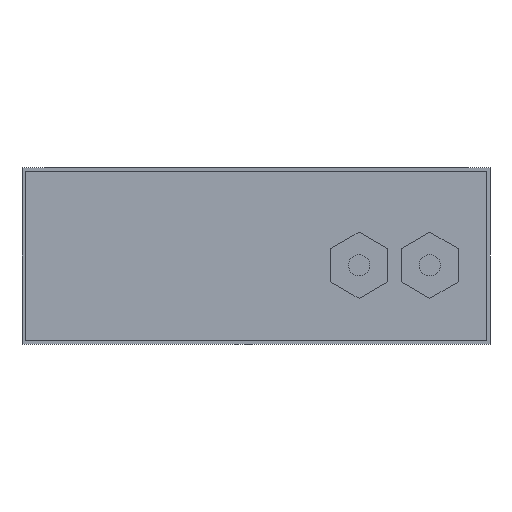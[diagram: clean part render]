
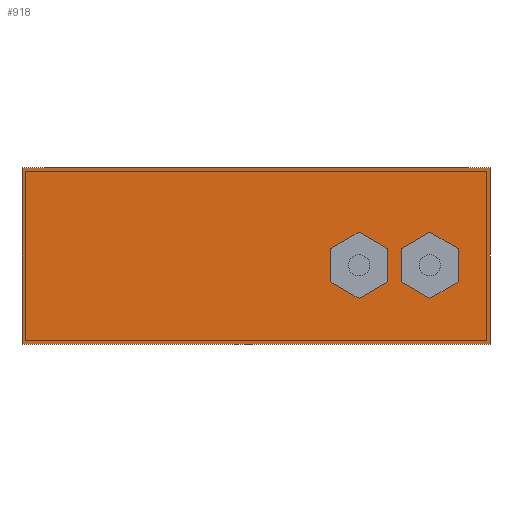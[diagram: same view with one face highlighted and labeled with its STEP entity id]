
A CAD part, front view. The second image highlights one B-rep face of the part: STEP entity #918.
In plain terms, the highlighted planar face has unit normal (0, -1, 0).
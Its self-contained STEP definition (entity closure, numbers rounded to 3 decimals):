
#1=DIRECTION('',(-0.866,0.,-0.5));
#2=VECTOR('',#1,15.);
#3=CARTESIAN_POINT('',(78.7,0.,-29.2));
#4=LINE('',#3,#2);
#5=DIRECTION('',(0.866,0.,-0.5));
#6=VECTOR('',#5,15.);
#7=CARTESIAN_POINT('',(65.71,0.,-51.7));
#8=LINE('',#7,#6);
#9=DIRECTION('',(0.866,0.,0.5));
#10=VECTOR('',#9,15.);
#11=CARTESIAN_POINT('',(78.7,0.,-59.2));
#12=LINE('',#11,#10);
#13=DIRECTION('',(-0.866,0.,0.5));
#14=VECTOR('',#13,15.);
#15=CARTESIAN_POINT('',(91.69,0.,-36.7));
#16=LINE('',#15,#14);
#17=DIRECTION('',(-0.866,0.,-0.5));
#18=VECTOR('',#17,15.);
#19=CARTESIAN_POINT('',(46.7,0.,-29.2));
#20=LINE('',#19,#18);
#21=DIRECTION('',(0.866,0.,-0.5));
#22=VECTOR('',#21,15.);
#23=CARTESIAN_POINT('',(33.71,0.,-51.7));
#24=LINE('',#23,#22);
#25=DIRECTION('',(0.866,0.,0.5));
#26=VECTOR('',#25,15.);
#27=CARTESIAN_POINT('',(46.7,0.,-59.2));
#28=LINE('',#27,#26);
#29=DIRECTION('',(-0.866,0.,0.5));
#30=VECTOR('',#29,15.);
#31=CARTESIAN_POINT('',(59.69,0.,-36.7));
#32=LINE('',#31,#30);
#33=DIRECTION('',(-1.,0.,0.));
#34=VECTOR('',#33,212.);
#35=CARTESIAN_POINT('',(106.,0.,0.));
#36=LINE('',#35,#34);
#91=DIRECTION('',(0.,0.,-1.));
#92=VECTOR('',#91,80.);
#93=CARTESIAN_POINT('',(-106.,0.,0.));
#94=LINE('',#93,#92);
#99=DIRECTION('',(1.,0.,0.));
#100=VECTOR('',#99,212.);
#101=CARTESIAN_POINT('',(-106.,0.,-80.));
#102=LINE('',#101,#100);
#107=DIRECTION('',(0.,0.,1.));
#108=VECTOR('',#107,80.);
#109=CARTESIAN_POINT('',(106.,0.,-80.));
#110=LINE('',#109,#108);
#509=DIRECTION('',(0.,0.,-1.));
#510=VECTOR('',#509,15.);
#511=CARTESIAN_POINT('',(59.69,0.,-36.7));
#512=LINE('',#511,#510);
#525=DIRECTION('',(0.,0.,1.));
#526=VECTOR('',#525,15.);
#527=CARTESIAN_POINT('',(33.71,0.,-51.7));
#528=LINE('',#527,#526);
#583=DIRECTION('',(0.,0.,-1.));
#584=VECTOR('',#583,15.);
#585=CARTESIAN_POINT('',(91.69,0.,-36.7));
#586=LINE('',#585,#584);
#599=DIRECTION('',(0.,0.,1.));
#600=VECTOR('',#599,15.);
#601=CARTESIAN_POINT('',(65.71,0.,-51.7));
#602=LINE('',#601,#600);
#675=CARTESIAN_POINT('',(106.,0.,0.));
#676=CARTESIAN_POINT('',(-106.,0.,0.));
#677=VERTEX_POINT('',#675);
#678=VERTEX_POINT('',#676);
#679=CARTESIAN_POINT('',(106.,0.,-80.));
#680=VERTEX_POINT('',#679);
#681=CARTESIAN_POINT('',(-106.,0.,-80.));
#682=VERTEX_POINT('',#681);
#683=CARTESIAN_POINT('',(78.7,0.,-29.2));
#684=CARTESIAN_POINT('',(65.71,0.,-36.7));
#685=VERTEX_POINT('',#683);
#686=VERTEX_POINT('',#684);
#687=CARTESIAN_POINT('',(65.71,0.,-51.7));
#688=VERTEX_POINT('',#687);
#689=CARTESIAN_POINT('',(78.7,0.,-59.2));
#690=VERTEX_POINT('',#689);
#691=CARTESIAN_POINT('',(91.69,0.,-51.7));
#692=VERTEX_POINT('',#691);
#693=CARTESIAN_POINT('',(91.69,0.,-36.7));
#694=VERTEX_POINT('',#693);
#695=CARTESIAN_POINT('',(46.7,0.,-29.2));
#696=CARTESIAN_POINT('',(33.71,0.,-36.7));
#697=VERTEX_POINT('',#695);
#698=VERTEX_POINT('',#696);
#699=CARTESIAN_POINT('',(33.71,0.,-51.7));
#700=VERTEX_POINT('',#699);
#701=CARTESIAN_POINT('',(46.7,0.,-59.2));
#702=VERTEX_POINT('',#701);
#703=CARTESIAN_POINT('',(59.69,0.,-51.7));
#704=VERTEX_POINT('',#703);
#705=CARTESIAN_POINT('',(59.69,0.,-36.7));
#706=VERTEX_POINT('',#705);
#875=CARTESIAN_POINT('',(0.,0.,0.));
#876=DIRECTION('',(0.,1.,0.));
#877=DIRECTION('',(1.,0.,0.));
#878=AXIS2_PLACEMENT_3D('',#875,#876,#877);
#879=PLANE('',#878);
#881=ORIENTED_EDGE('',*,*,#880,.F.);
#883=ORIENTED_EDGE('',*,*,#882,.F.);
#885=ORIENTED_EDGE('',*,*,#884,.F.);
#887=ORIENTED_EDGE('',*,*,#886,.F.);
#888=EDGE_LOOP('',(#881,#883,#885,#887));
#889=FACE_OUTER_BOUND('',#888,.F.);
#891=ORIENTED_EDGE('',*,*,#890,.T.);
#893=ORIENTED_EDGE('',*,*,#892,.F.);
#895=ORIENTED_EDGE('',*,*,#894,.T.);
#897=ORIENTED_EDGE('',*,*,#896,.T.);
#899=ORIENTED_EDGE('',*,*,#898,.F.);
#901=ORIENTED_EDGE('',*,*,#900,.T.);
#902=EDGE_LOOP('',(#891,#893,#895,#897,#899,#901));
#903=FACE_BOUND('',#902,.F.);
#905=ORIENTED_EDGE('',*,*,#904,.T.);
#907=ORIENTED_EDGE('',*,*,#906,.F.);
#909=ORIENTED_EDGE('',*,*,#908,.T.);
#911=ORIENTED_EDGE('',*,*,#910,.T.);
#913=ORIENTED_EDGE('',*,*,#912,.F.);
#915=ORIENTED_EDGE('',*,*,#914,.T.);
#916=EDGE_LOOP('',(#905,#907,#909,#911,#913,#915));
#917=FACE_BOUND('',#916,.F.);
#918=ADVANCED_FACE('',(#889,#903,#917),#879,.F.);
#880=EDGE_CURVE('',#677,#678,#36,.T.);
#882=EDGE_CURVE('',#680,#677,#110,.T.);
#884=EDGE_CURVE('',#682,#680,#102,.T.);
#886=EDGE_CURVE('',#678,#682,#94,.T.);
#890=EDGE_CURVE('',#685,#686,#4,.T.);
#892=EDGE_CURVE('',#688,#686,#602,.T.);
#894=EDGE_CURVE('',#688,#690,#8,.T.);
#896=EDGE_CURVE('',#690,#692,#12,.T.);
#898=EDGE_CURVE('',#694,#692,#586,.T.);
#900=EDGE_CURVE('',#694,#685,#16,.T.);
#904=EDGE_CURVE('',#697,#698,#20,.T.);
#906=EDGE_CURVE('',#700,#698,#528,.T.);
#908=EDGE_CURVE('',#700,#702,#24,.T.);
#910=EDGE_CURVE('',#702,#704,#28,.T.);
#912=EDGE_CURVE('',#706,#704,#512,.T.);
#914=EDGE_CURVE('',#706,#697,#32,.T.);
